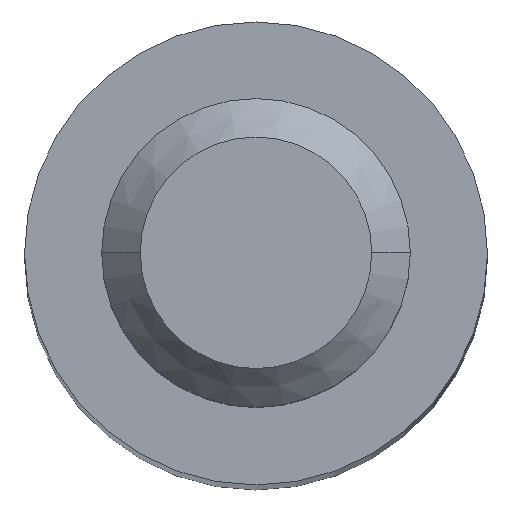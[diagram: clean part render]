
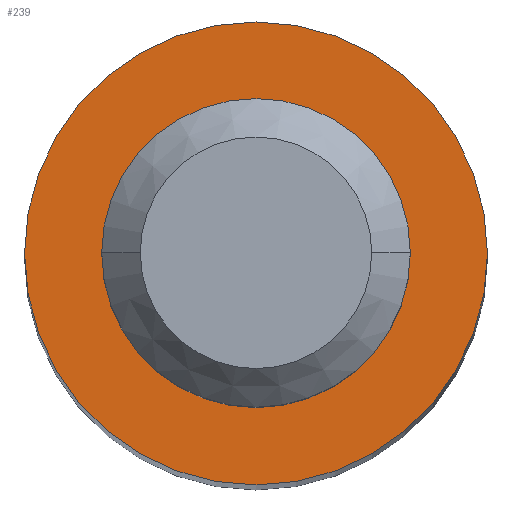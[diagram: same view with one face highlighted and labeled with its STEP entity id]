
A CAD part, top view. The second image highlights one B-rep face of the part: STEP entity #239.
In plain terms, the highlighted planar face has unit normal (0, 0, 1).
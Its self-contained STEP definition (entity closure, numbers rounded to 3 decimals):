
#24 = VERTEX_POINT ( 'NONE', #319 ) ;
#34 = AXIS2_PLACEMENT_3D ( 'NONE', #266, #361, #83 ) ;
#40 = DIRECTION ( 'NONE',  ( 0., 0., 1. ) ) ;
#51 = CIRCLE ( 'NONE', #278, 3.4 ) ;
#65 = DIRECTION ( 'NONE',  ( 0., 0., -1. ) ) ;
#79 = EDGE_LOOP ( 'NONE', ( #125, #353 ) ) ;
#83 = DIRECTION ( 'NONE',  ( -1., 0., 0. ) ) ;
#91 = AXIS2_PLACEMENT_3D ( 'NONE', #213, #238, #147 ) ;
#101 = EDGE_CURVE ( 'NONE', #24, #272, #259, .T. ) ;
#117 = CARTESIAN_POINT ( 'NONE',  ( 3.4, 0., 75. ) ) ;
#120 = EDGE_CURVE ( 'NONE', #221, #182, #384, .T. ) ;
#124 = AXIS2_PLACEMENT_3D ( 'NONE', #209, #176, #186 ) ;
#125 = ORIENTED_EDGE ( 'NONE', *, *, #120, .T. ) ;
#147 = DIRECTION ( 'NONE',  ( 1., 0., 0. ) ) ;
#153 = AXIS2_PLACEMENT_3D ( 'NONE', #160, #40, #194 ) ;
#160 = CARTESIAN_POINT ( 'NONE',  ( 0., 0., 75. ) ) ;
#170 = EDGE_LOOP ( 'NONE', ( #362, #342 ) ) ;
#176 = DIRECTION ( 'NONE',  ( 0., 0., 1. ) ) ;
#182 = VERTEX_POINT ( 'NONE', #117 ) ;
#186 = DIRECTION ( 'NONE',  ( 1., 0., 0. ) ) ;
#187 = CARTESIAN_POINT ( 'NONE',  ( 0., 0., 75. ) ) ;
#192 = PLANE ( 'NONE',  #124 ) ;
#194 = DIRECTION ( 'NONE',  ( 1., 0., 0. ) ) ;
#195 = EDGE_CURVE ( 'NONE', #272, #24, #348, .T. ) ;
#209 = CARTESIAN_POINT ( 'NONE',  ( 0., 0., 75. ) ) ;
#213 = CARTESIAN_POINT ( 'NONE',  ( 0., 0., 75. ) ) ;
#221 = VERTEX_POINT ( 'NONE', #304 ) ;
#238 = DIRECTION ( 'NONE',  ( 0., 0., 1. ) ) ;
#239 = ADVANCED_FACE ( 'NONE', ( #315, #242 ), #192, .T. ) ;
#242 = FACE_BOUND ( 'NONE', #79, .T. ) ;
#259 = CIRCLE ( 'NONE', #91, 6. ) ;
#266 = CARTESIAN_POINT ( 'NONE',  ( 0., 0., 75. ) ) ;
#272 = VERTEX_POINT ( 'NONE', #343 ) ;
#278 = AXIS2_PLACEMENT_3D ( 'NONE', #187, #65, #344 ) ;
#294 = EDGE_CURVE ( 'NONE', #182, #221, #51, .T. ) ;
#304 = CARTESIAN_POINT ( 'NONE',  ( -3.4, 0., 75. ) ) ;
#315 = FACE_OUTER_BOUND ( 'NONE', #170, .T. ) ;
#319 = CARTESIAN_POINT ( 'NONE',  ( -6., 0., 75. ) ) ;
#342 = ORIENTED_EDGE ( 'NONE', *, *, #195, .T. ) ;
#343 = CARTESIAN_POINT ( 'NONE',  ( 6., 0., 75. ) ) ;
#344 = DIRECTION ( 'NONE',  ( -1., 0., 0. ) ) ;
#348 = CIRCLE ( 'NONE', #153, 6. ) ;
#353 = ORIENTED_EDGE ( 'NONE', *, *, #294, .T. ) ;
#361 = DIRECTION ( 'NONE',  ( 0., 0., -1. ) ) ;
#362 = ORIENTED_EDGE ( 'NONE', *, *, #101, .T. ) ;
#384 = CIRCLE ( 'NONE', #34, 3.4 ) ;
